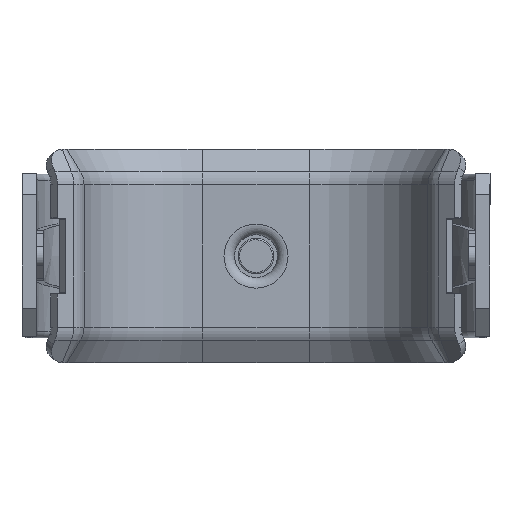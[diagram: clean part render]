
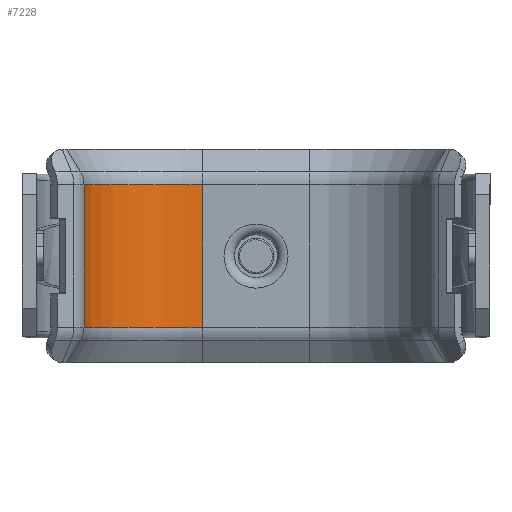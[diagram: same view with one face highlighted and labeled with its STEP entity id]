
A CAD part, top view. The second image highlights one B-rep face of the part: STEP entity #7228.
In plain terms, the highlighted cylindrical face has radius 17.251 mm (diameter 34.501 mm), a partial arc.
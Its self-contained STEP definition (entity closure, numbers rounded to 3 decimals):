
#684=FACE_OUTER_BOUND('',#1146,.T.);
#1146=EDGE_LOOP('',(#5070,#5071,#5072,#5073));
#1613=LINE('',#10701,#2140);
#1638=LINE('',#10822,#2165);
#2140=VECTOR('',#8633,10.);
#2165=VECTOR('',#8756,10.);
#2681=CIRCLE('',#7828,17.251);
#2682=CIRCLE('',#7830,17.251);
#3041=VERTEX_POINT('',#10698);
#3042=VERTEX_POINT('',#10700);
#3070=VERTEX_POINT('',#10817);
#3071=VERTEX_POINT('',#10821);
#3745=EDGE_CURVE('',#3042,#3041,#1613,.T.);
#3797=EDGE_CURVE('',#3071,#3070,#1638,.T.);
#3820=EDGE_CURVE('',#3041,#3070,#2681,.T.);
#3821=EDGE_CURVE('',#3042,#3071,#2682,.T.);
#5070=ORIENTED_EDGE('',*,*,#3745,.T.);
#5071=ORIENTED_EDGE('',*,*,#3820,.T.);
#5072=ORIENTED_EDGE('',*,*,#3797,.F.);
#5073=ORIENTED_EDGE('',*,*,#3821,.F.);
#7070=CYLINDRICAL_SURFACE('',#7829,17.251);
#7228=ADVANCED_FACE('',(#684),#7070,.F.);
#7828=AXIS2_PLACEMENT_3D('',#10882,#8812,#8813);
#7829=AXIS2_PLACEMENT_3D('',#10883,#8814,#8815);
#7830=AXIS2_PLACEMENT_3D('',#10884,#8816,#8817);
#8633=DIRECTION('',(-1.,0.,0.));
#8756=DIRECTION('',(-1.,0.,0.));
#8812=DIRECTION('center_axis',(-1.,0.,0.));
#8813=DIRECTION('ref_axis',(0.,0.766,-0.643));
#8814=DIRECTION('center_axis',(-1.,0.,0.));
#8815=DIRECTION('ref_axis',(0.,0.419,0.908));
#8816=DIRECTION('center_axis',(-1.,0.,0.));
#8817=DIRECTION('ref_axis',(0.,0.766,-0.643));
#10698=CARTESIAN_POINT('',(-25.025,-12.292,-37.985));
#10700=CARTESIAN_POINT('',(-4.975,-12.292,-37.985));
#10701=CARTESIAN_POINT('',(-25.025,-12.292,-37.985));
#10817=CARTESIAN_POINT('',(-25.025,-32.737,-42.56));
#10821=CARTESIAN_POINT('',(-4.975,-32.737,-42.56));
#10822=CARTESIAN_POINT('',(-25.025,-32.737,-42.56));
#10882=CARTESIAN_POINT('Origin',(-25.025,-25.507,-26.897));
#10883=CARTESIAN_POINT('Origin',(-15.,-25.507,-26.897));
#10884=CARTESIAN_POINT('Origin',(-4.975,-25.507,-26.897));
